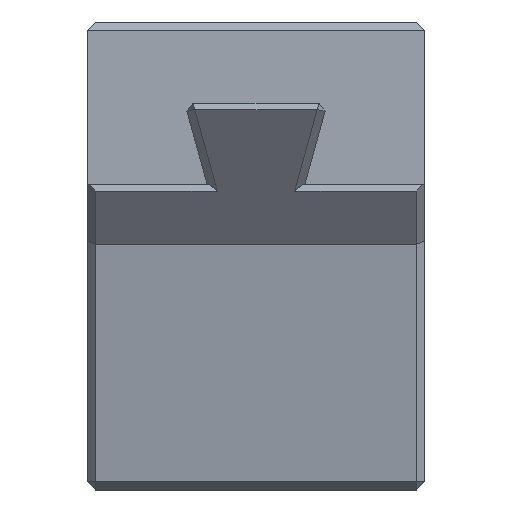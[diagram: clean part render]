
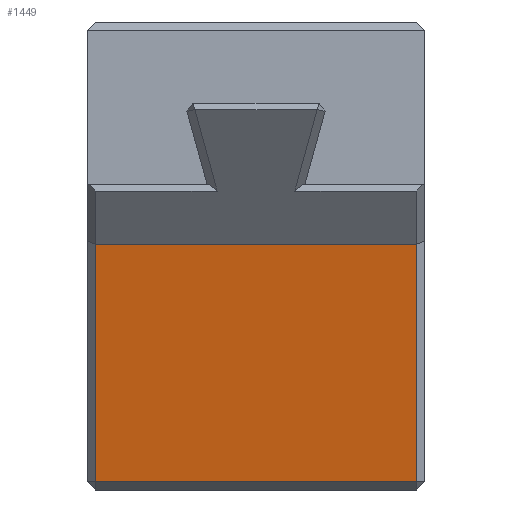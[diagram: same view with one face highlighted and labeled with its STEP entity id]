
A CAD part, front view. The second image highlights one B-rep face of the part: STEP entity #1449.
In plain terms, the highlighted planar face has unit normal (0, -0.985, -0.174).
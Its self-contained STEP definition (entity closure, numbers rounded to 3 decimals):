
#83=PLANE('',#1576);
#172=FACE_OUTER_BOUND('',#273,.T.);
#273=EDGE_LOOP('',(#1247,#1248,#1249,#1250));
#396=LINE('',#2254,#568);
#412=LINE('',#2287,#584);
#420=LINE('',#2299,#592);
#449=LINE('',#2355,#621);
#568=VECTOR('',#1817,10.);
#584=VECTOR('',#1851,10.);
#592=VECTOR('',#1867,10.);
#621=VECTOR('',#1926,10.);
#744=VERTEX_POINT('',#2210);
#753=VERTEX_POINT('',#2237);
#757=VERTEX_POINT('',#2249);
#765=VERTEX_POINT('',#2286);
#899=EDGE_CURVE('',#757,#753,#396,.T.);
#915=EDGE_CURVE('',#765,#757,#412,.T.);
#923=EDGE_CURVE('',#753,#744,#420,.T.);
#952=EDGE_CURVE('',#744,#765,#449,.T.);
#1247=ORIENTED_EDGE('',*,*,#923,.F.);
#1248=ORIENTED_EDGE('',*,*,#899,.F.);
#1249=ORIENTED_EDGE('',*,*,#915,.F.);
#1250=ORIENTED_EDGE('',*,*,#952,.F.);
#1449=ADVANCED_FACE('',(#172),#83,.T.);
#1576=AXIS2_PLACEMENT_3D('',#2354,#1924,#1925);
#1817=DIRECTION('',(-1.,0.,0.));
#1851=DIRECTION('',(0.,0.174,-0.985));
#1867=DIRECTION('',(0.,-0.174,0.985));
#1924=DIRECTION('center_axis',(0.,-0.985,-0.174));
#1925=DIRECTION('ref_axis',(0.,0.174,-0.985));
#1926=DIRECTION('',(1.,0.,0.));
#2210=CARTESIAN_POINT('',(-7.9,-47.542,12.071));
#2237=CARTESIAN_POINT('',(-7.9,-45.483,0.394));
#2249=CARTESIAN_POINT('',(7.9,-45.483,0.394));
#2254=CARTESIAN_POINT('',(0.,-45.483,0.394));
#2286=CARTESIAN_POINT('',(7.9,-47.542,12.071));
#2287=CARTESIAN_POINT('',(7.9,-47.153,9.866));
#2299=CARTESIAN_POINT('',(-7.9,-47.153,9.866));
#2354=CARTESIAN_POINT('Origin',(0.,-47.542,12.071));
#2355=CARTESIAN_POINT('',(0.,-47.542,12.071));
